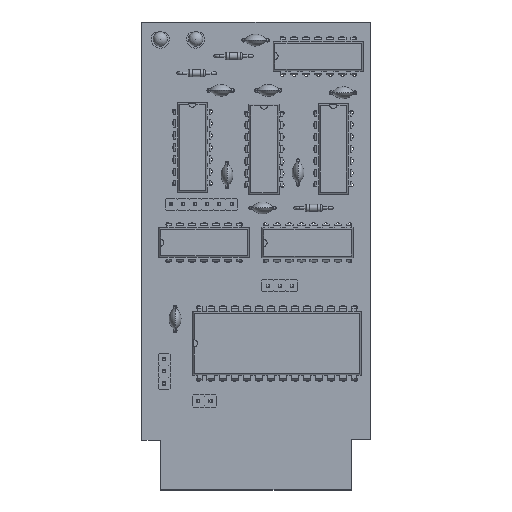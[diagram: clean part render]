
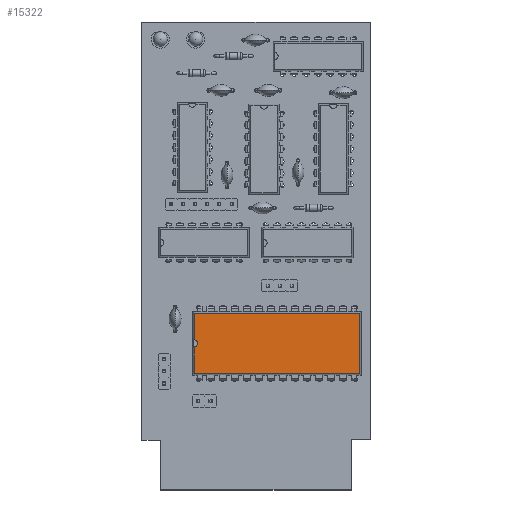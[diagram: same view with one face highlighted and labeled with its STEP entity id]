
A CAD part, top view. The second image highlights one B-rep face of the part: STEP entity #15322.
In plain terms, the highlighted planar face has unit normal (0, 0, 1).
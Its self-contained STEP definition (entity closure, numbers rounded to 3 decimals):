
#9340 = VERTEX_POINT('',#9341);
#9341 = CARTESIAN_POINT('',(13.952,0.871,3.68));
#9346 = EDGE_CURVE('',#9347,#9340,#9349,.T.);
#9347 = VERTEX_POINT('',#9348);
#9348 = CARTESIAN_POINT('',(13.952,-33.891,3.68));
#9349 = LINE('',#9350,#9351);
#9350 = CARTESIAN_POINT('',(13.952,-33.891,3.68));
#9351 = VECTOR('',#9352,1.);
#9352 = DIRECTION('',(0.,1.,0.));
#12106 = VERTEX_POINT('',#12107);
#12107 = CARTESIAN_POINT('',(1.288,0.871,3.68));
#12112 = EDGE_CURVE('',#12113,#12106,#12115,.T.);
#12113 = VERTEX_POINT('',#12114);
#12114 = CARTESIAN_POINT('',(6.874,0.871,3.68));
#12115 = LINE('',#12116,#12117);
#12116 = CARTESIAN_POINT('',(13.952,0.871,3.68));
#12117 = VECTOR('',#12118,1.);
#12118 = DIRECTION('',(-1.,0.,0.));
#12333 = VERTEX_POINT('',#12334);
#12334 = CARTESIAN_POINT('',(8.366,0.871,3.68));
#12438 = EDGE_CURVE('',#9340,#12333,#12439,.T.);
#12439 = LINE('',#12440,#12441);
#12440 = CARTESIAN_POINT('',(13.952,0.871,3.68));
#12441 = VECTOR('',#12442,1.);
#12442 = DIRECTION('',(-1.,0.,0.));
#12552 = VERTEX_POINT('',#12553);
#12553 = CARTESIAN_POINT('',(1.288,-33.891,3.68));
#12558 = EDGE_CURVE('',#12106,#12552,#12559,.T.);
#12559 = LINE('',#12560,#12561);
#12560 = CARTESIAN_POINT('',(1.288,0.871,3.68));
#12561 = VECTOR('',#12562,1.);
#12562 = DIRECTION('',(0.,-1.,0.));
#15311 = EDGE_CURVE('',#12552,#9347,#15312,.T.);
#15312 = LINE('',#15313,#15314);
#15313 = CARTESIAN_POINT('',(1.288,-33.891,3.68));
#15314 = VECTOR('',#15315,1.);
#15315 = DIRECTION('',(1.,0.,0.));
#15322 = ADVANCED_FACE('',(#15323),#15346,.F.);
#15323 = FACE_BOUND('',#15324,.F.);
#15324 = EDGE_LOOP('',(#15325,#15326,#15327,#15328,#15329,#15338,#15345)
  );
#15325 = ORIENTED_EDGE('',*,*,#9346,.F.);
#15326 = ORIENTED_EDGE('',*,*,#15311,.F.);
#15327 = ORIENTED_EDGE('',*,*,#12558,.F.);
#15328 = ORIENTED_EDGE('',*,*,#12112,.F.);
#15329 = ORIENTED_EDGE('',*,*,#15330,.F.);
#15330 = EDGE_CURVE('',#15331,#12113,#15333,.T.);
#15331 = VERTEX_POINT('',#15332);
#15332 = CARTESIAN_POINT('',(7.62,0.196,3.68));
#15333 = CIRCLE('',#15334,0.75);
#15334 = AXIS2_PLACEMENT_3D('',#15335,#15336,#15337);
#15335 = CARTESIAN_POINT('',(7.62,0.946,3.68));
#15336 = DIRECTION('',(0.,-0.,-1.));
#15337 = DIRECTION('',(0.,-1.,0.));
#15338 = ORIENTED_EDGE('',*,*,#15339,.F.);
#15339 = EDGE_CURVE('',#12333,#15331,#15340,.T.);
#15340 = CIRCLE('',#15341,0.75);
#15341 = AXIS2_PLACEMENT_3D('',#15342,#15343,#15344);
#15342 = CARTESIAN_POINT('',(7.62,0.946,3.68));
#15343 = DIRECTION('',(0.,-0.,-1.));
#15344 = DIRECTION('',(0.,-1.,0.));
#15345 = ORIENTED_EDGE('',*,*,#12438,.F.);
#15346 = PLANE('',#15347);
#15347 = AXIS2_PLACEMENT_3D('',#15348,#15349,#15350);
#15348 = CARTESIAN_POINT('',(13.952,-33.891,3.68));
#15349 = DIRECTION('',(-0.,0.,-1.));
#15350 = DIRECTION('',(-0.342,0.94,0.));
